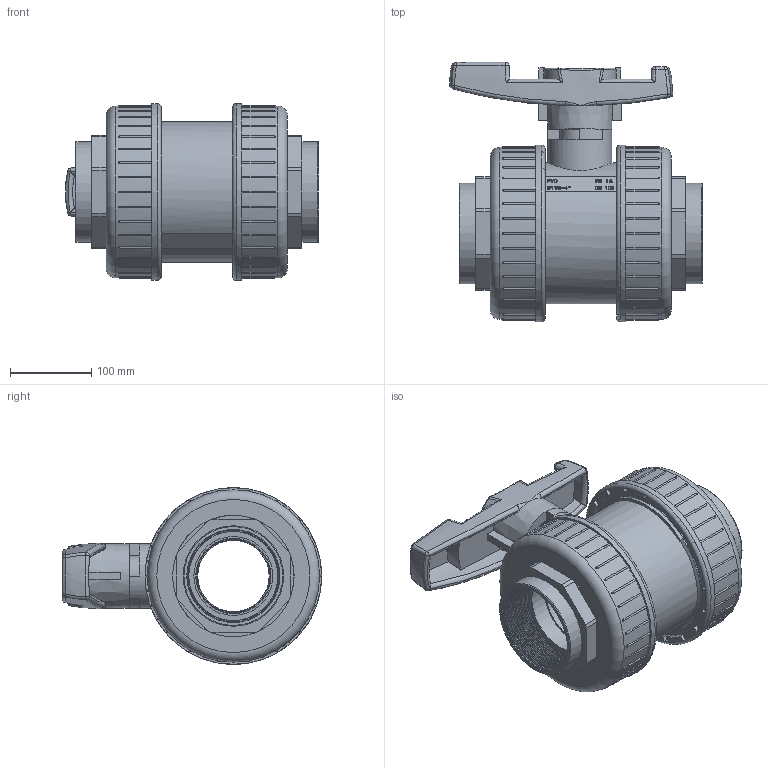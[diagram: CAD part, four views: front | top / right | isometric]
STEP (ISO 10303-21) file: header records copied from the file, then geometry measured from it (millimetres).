
FILE_DESCRIPTION(/* description */ (''),/* implementation_level */ '2;1');
FILE_NAME(/* name */ '110（灰体黑翘）.stp',/* time_stamp */ '2025-12-30T09:37:35+08:00',/* author */ (''),/* organization */ (''),/* preprocessor_version */ 'ST-DEVELOPER v16.7',/* originating_system */ 'SIEMENS PLM Software NX 12.0',/* authorisation */ '');
FILE_SCHEMA (('AUTOMOTIVE_DESIGN { 1 0 10303 214 3 1 1 1 }'));
Products named in the file (1): Admi045C429322yr
Bounding box: 312.24 x 320.16 x 218.08 mm (x, y, z)
Volume: 4402192.7 mm3; surface area: 1119320 mm2
Topology: 14 solids, 16 shells, 1128 faces, 3165 edges, 2048 vertices
Faces by surface type: plane 557, cylinder 257, extrusion 98, sphere 85, bspline 70, torus 58, cone 3
Full cylindrical faces by diameter (mm): 4.59 x1, 6.12 x1, 39.44 x4, 48.72 x3, 51.04 x1, 53.36 x2, 58 x1, 79.196 x1, 88.16 x1, 90.48 x2, 92.8 x2, 97.4 x2, 104.864 x3, 106.72 x1, 109.04 x3, 113.03 x34, 115 x2, 117.392 x3, 118.32 x1, 124 x2, 128.76 x1, 130.245 x3, 137.808 x3, 142.68 x1, 149.7 x2, 150 x2, 150.8 x1, 153.12 x2, 154.048 x1, 169.1 x2
Entity records: 60994 total; most frequent: CARTESIAN_POINT 35598, ORIENTED_EDGE 5390, DIRECTION 4765, EDGE_CURVE 2695, VERTEX_POINT 1823, AXIS2_PLACEMENT_3D 1693, VECTOR 1379, EDGE_LOOP 1286
